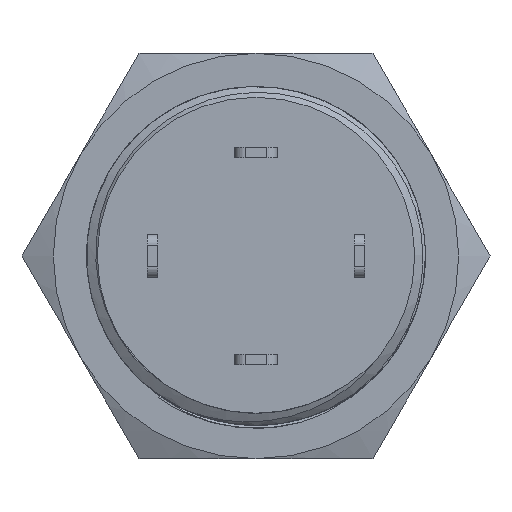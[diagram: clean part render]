
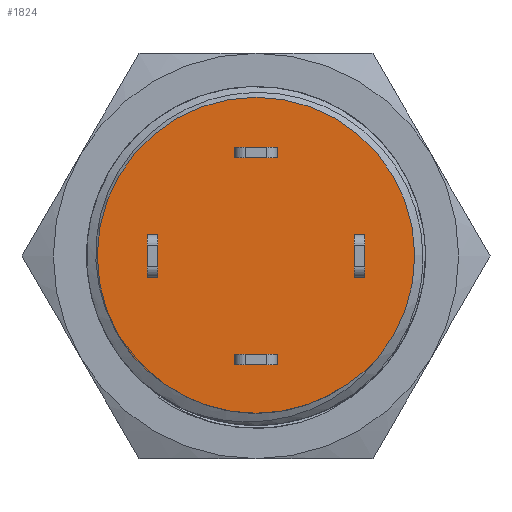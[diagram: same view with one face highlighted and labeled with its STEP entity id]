
A CAD part, left-side view. The second image highlights one B-rep face of the part: STEP entity #1824.
In plain terms, the highlighted planar face has unit normal (-1, 0, 0).
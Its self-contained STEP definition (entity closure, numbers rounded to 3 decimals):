
#75=FACE_BOUND('',#333,.T.);
#76=FACE_BOUND('',#334,.T.);
#77=FACE_BOUND('',#335,.T.);
#78=FACE_BOUND('',#336,.T.);
#118=PLANE('',#1994);
#219=FACE_OUTER_BOUND('',#332,.T.);
#332=EDGE_LOOP('',(#1597,#1598,#1599,#1600));
#333=EDGE_LOOP('',(#1601,#1602,#1603,#1604));
#334=EDGE_LOOP('',(#1605,#1606,#1607,#1608));
#335=EDGE_LOOP('',(#1609,#1610,#1611,#1612));
#336=EDGE_LOOP('',(#1613,#1614,#1615,#1616));
#399=CIRCLE('',#1993,7.442);
#400=CIRCLE('',#1995,7.371);
#463=B_SPLINE_CURVE_WITH_KNOTS('',3,(#5519,#5520,#5521,#5522,#5523,#5524,
#5525,#5526,#5527,#5528,#5529,#5530,#5531,#5532,#5533,#5534),
 .UNSPECIFIED.,.F.,.F.,(4,3,3,3,3,4),(1.401,1.402,
1.461,1.521,1.58,1.594),
 .UNSPECIFIED.);
#464=B_SPLINE_CURVE_WITH_KNOTS('',3,(#5537,#5538,#5539,#5540,#5541,#5542,
#5543,#5544,#5545,#5546,#5547,#5548,#5549,#5550,#5551,#5552),
 .UNSPECIFIED.,.F.,.F.,(4,3,3,3,3,4),(0.,0.06,0.066,
0.125,0.185,0.193),.UNSPECIFIED.);
#514=LINE('',#4956,#634);
#518=LINE('',#4968,#638);
#520=LINE('',#4971,#640);
#521=LINE('',#4973,#641);
#536=LINE('',#5017,#656);
#540=LINE('',#5029,#660);
#542=LINE('',#5032,#662);
#543=LINE('',#5034,#663);
#558=LINE('',#5078,#678);
#562=LINE('',#5090,#682);
#564=LINE('',#5093,#684);
#565=LINE('',#5095,#685);
#580=LINE('',#5139,#700);
#584=LINE('',#5151,#704);
#586=LINE('',#5154,#706);
#587=LINE('',#5156,#707);
#634=VECTOR('',#2212,10.);
#638=VECTOR('',#2224,10.);
#640=VECTOR('',#2228,10.);
#641=VECTOR('',#2231,10.);
#656=VECTOR('',#2272,10.);
#660=VECTOR('',#2284,10.);
#662=VECTOR('',#2288,10.);
#663=VECTOR('',#2291,10.);
#678=VECTOR('',#2332,10.);
#682=VECTOR('',#2344,10.);
#684=VECTOR('',#2348,10.);
#685=VECTOR('',#2351,10.);
#700=VECTOR('',#2392,10.);
#704=VECTOR('',#2404,10.);
#706=VECTOR('',#2408,10.);
#707=VECTOR('',#2411,10.);
#809=VERTEX_POINT('',#4953);
#810=VERTEX_POINT('',#4955);
#813=VERTEX_POINT('',#4965);
#814=VERTEX_POINT('',#4967);
#829=VERTEX_POINT('',#5014);
#830=VERTEX_POINT('',#5016);
#833=VERTEX_POINT('',#5026);
#834=VERTEX_POINT('',#5028);
#849=VERTEX_POINT('',#5075);
#850=VERTEX_POINT('',#5077);
#853=VERTEX_POINT('',#5087);
#854=VERTEX_POINT('',#5089);
#869=VERTEX_POINT('',#5136);
#870=VERTEX_POINT('',#5138);
#873=VERTEX_POINT('',#5148);
#874=VERTEX_POINT('',#5150);
#876=VERTEX_POINT('',#5161);
#877=VERTEX_POINT('',#5244);
#878=VERTEX_POINT('',#5518);
#879=VERTEX_POINT('',#5535);
#1033=EDGE_CURVE('',#810,#809,#514,.T.);
#1039=EDGE_CURVE('',#814,#813,#518,.T.);
#1041=EDGE_CURVE('',#813,#810,#520,.T.);
#1042=EDGE_CURVE('',#809,#814,#521,.T.);
#1063=EDGE_CURVE('',#830,#829,#536,.T.);
#1069=EDGE_CURVE('',#834,#833,#540,.T.);
#1071=EDGE_CURVE('',#833,#830,#542,.T.);
#1072=EDGE_CURVE('',#829,#834,#543,.T.);
#1093=EDGE_CURVE('',#850,#849,#558,.T.);
#1099=EDGE_CURVE('',#854,#853,#562,.T.);
#1101=EDGE_CURVE('',#853,#850,#564,.T.);
#1102=EDGE_CURVE('',#849,#854,#565,.T.);
#1123=EDGE_CURVE('',#870,#869,#580,.T.);
#1129=EDGE_CURVE('',#874,#873,#584,.T.);
#1131=EDGE_CURVE('',#873,#870,#586,.T.);
#1132=EDGE_CURVE('',#869,#874,#587,.T.);
#1136=EDGE_CURVE('',#877,#876,#399,.T.);
#1137=EDGE_CURVE('',#877,#878,#463,.T.);
#1138=EDGE_CURVE('',#878,#879,#400,.T.);
#1139=EDGE_CURVE('',#879,#876,#464,.T.);
#1597=ORIENTED_EDGE('',*,*,#1136,.F.);
#1598=ORIENTED_EDGE('',*,*,#1137,.T.);
#1599=ORIENTED_EDGE('',*,*,#1138,.T.);
#1600=ORIENTED_EDGE('',*,*,#1139,.T.);
#1601=ORIENTED_EDGE('',*,*,#1039,.T.);
#1602=ORIENTED_EDGE('',*,*,#1041,.T.);
#1603=ORIENTED_EDGE('',*,*,#1033,.T.);
#1604=ORIENTED_EDGE('',*,*,#1042,.T.);
#1605=ORIENTED_EDGE('',*,*,#1069,.T.);
#1606=ORIENTED_EDGE('',*,*,#1071,.T.);
#1607=ORIENTED_EDGE('',*,*,#1063,.T.);
#1608=ORIENTED_EDGE('',*,*,#1072,.T.);
#1609=ORIENTED_EDGE('',*,*,#1099,.T.);
#1610=ORIENTED_EDGE('',*,*,#1101,.T.);
#1611=ORIENTED_EDGE('',*,*,#1093,.T.);
#1612=ORIENTED_EDGE('',*,*,#1102,.T.);
#1613=ORIENTED_EDGE('',*,*,#1129,.T.);
#1614=ORIENTED_EDGE('',*,*,#1131,.T.);
#1615=ORIENTED_EDGE('',*,*,#1123,.T.);
#1616=ORIENTED_EDGE('',*,*,#1132,.T.);
#1824=ADVANCED_FACE('',(#219,#75,#76,#77,#78),#118,.T.);
#1993=AXIS2_PLACEMENT_3D('',#5516,#2418,#2419);
#1994=AXIS2_PLACEMENT_3D('',#5517,#2420,#2421);
#1995=AXIS2_PLACEMENT_3D('',#5536,#2422,#2423);
#2212=DIRECTION('',(0.,0.,-1.));
#2224=DIRECTION('',(0.,0.,1.));
#2228=DIRECTION('',(0.,-1.,0.));
#2231=DIRECTION('',(0.,1.,0.));
#2272=DIRECTION('',(0.,1.,0.));
#2284=DIRECTION('',(0.,-1.,0.));
#2288=DIRECTION('',(0.,0.,-1.));
#2291=DIRECTION('',(0.,0.,1.));
#2332=DIRECTION('',(0.,-1.,0.));
#2344=DIRECTION('',(0.,1.,0.));
#2348=DIRECTION('',(0.,0.,1.));
#2351=DIRECTION('',(0.,0.,-1.));
#2392=DIRECTION('',(0.,0.,1.));
#2404=DIRECTION('',(0.,0.,-1.));
#2408=DIRECTION('',(0.,1.,0.));
#2411=DIRECTION('',(0.,-1.,0.));
#2418=DIRECTION('center_axis',(1.,0.,0.));
#2419=DIRECTION('ref_axis',(0.,1.,0.));
#2420=DIRECTION('center_axis',(-1.,0.,0.));
#2421=DIRECTION('ref_axis',(0.,0.,1.));
#2422=DIRECTION('center_axis',(-1.,0.,0.));
#2423=DIRECTION('ref_axis',(0.,1.,0.));
#4953=CARTESIAN_POINT('',(-6.104,-6.602,-1.));
#4955=CARTESIAN_POINT('',(-6.104,-6.602,1.));
#4956=CARTESIAN_POINT('',(-6.104,-6.602,-0.5));
#4965=CARTESIAN_POINT('',(-6.104,-6.102,1.));
#4967=CARTESIAN_POINT('',(-6.104,-6.102,-1.));
#4968=CARTESIAN_POINT('',(-6.104,-6.102,0.5));
#4971=CARTESIAN_POINT('',(-6.104,-0.302,1.));
#4973=CARTESIAN_POINT('',(-6.104,-0.052,-1.));
#5014=CARTESIAN_POINT('',(-6.104,-0.502,-5.1));
#5016=CARTESIAN_POINT('',(-6.104,-2.502,-5.1));
#5017=CARTESIAN_POINT('',(-6.104,2.748,-5.1));
#5026=CARTESIAN_POINT('',(-6.104,-2.502,-4.6));
#5028=CARTESIAN_POINT('',(-6.104,-0.502,-4.6));
#5029=CARTESIAN_POINT('',(-6.104,1.748,-4.6));
#5032=CARTESIAN_POINT('',(-6.104,-2.502,-2.55));
#5034=CARTESIAN_POINT('',(-6.104,-0.502,-2.3));
#5075=CARTESIAN_POINT('',(-6.104,-2.502,5.1));
#5077=CARTESIAN_POINT('',(-6.104,-0.502,5.1));
#5078=CARTESIAN_POINT('',(-6.104,1.748,5.1));
#5087=CARTESIAN_POINT('',(-6.104,-0.502,4.6));
#5089=CARTESIAN_POINT('',(-6.104,-2.502,4.6));
#5090=CARTESIAN_POINT('',(-6.104,2.748,4.6));
#5093=CARTESIAN_POINT('',(-6.104,-0.502,2.55));
#5095=CARTESIAN_POINT('',(-6.104,-2.502,2.3));
#5136=CARTESIAN_POINT('',(-6.104,3.598,1.));
#5138=CARTESIAN_POINT('',(-6.104,3.598,-1.));
#5139=CARTESIAN_POINT('',(-6.104,3.598,0.5));
#5148=CARTESIAN_POINT('',(-6.104,3.098,-1.));
#5150=CARTESIAN_POINT('',(-6.104,3.098,1.));
#5151=CARTESIAN_POINT('',(-6.104,3.098,-0.5));
#5154=CARTESIAN_POINT('',(-6.104,4.798,-1.));
#5156=CARTESIAN_POINT('',(-6.104,4.548,1.));
#5161=CARTESIAN_POINT('',(-6.104,-7.233,-4.748));
#5244=CARTESIAN_POINT('',(-6.104,4.228,-4.748));
#5516=CARTESIAN_POINT('Origin',(-6.104,-1.502,0.));
#5517=CARTESIAN_POINT('Origin',(-6.104,5.998,0.));
#5518=CARTESIAN_POINT('',(-6.104,2.777,-6.001));
#5519=CARTESIAN_POINT('Ctrl Pts',(-6.104,4.227,-4.748));
#5520=CARTESIAN_POINT('Ctrl Pts',(-6.104,4.226,-4.749));
#5521=CARTESIAN_POINT('Ctrl Pts',(-6.104,4.225,-4.75));
#5522=CARTESIAN_POINT('Ctrl Pts',(-6.104,4.224,-4.751));
#5523=CARTESIAN_POINT('Ctrl Pts',(-6.104,4.091,-4.9));
#5524=CARTESIAN_POINT('Ctrl Pts',(-6.104,3.953,-5.043));
#5525=CARTESIAN_POINT('Ctrl Pts',(-6.104,3.809,-5.18));
#5526=CARTESIAN_POINT('Ctrl Pts',(-6.104,3.665,-5.317));
#5527=CARTESIAN_POINT('Ctrl Pts',(-6.104,3.516,-5.448));
#5528=CARTESIAN_POINT('Ctrl Pts',(-6.104,3.362,-5.573));
#5529=CARTESIAN_POINT('Ctrl Pts',(-6.104,3.21,-5.696));
#5530=CARTESIAN_POINT('Ctrl Pts',(-6.104,3.054,-5.813));
#5531=CARTESIAN_POINT('Ctrl Pts',(-6.104,2.892,-5.923));
#5532=CARTESIAN_POINT('Ctrl Pts',(-6.104,2.854,-5.95));
#5533=CARTESIAN_POINT('Ctrl Pts',(-6.104,2.816,-5.976));
#5534=CARTESIAN_POINT('Ctrl Pts',(-6.104,2.777,-6.001));
#5535=CARTESIAN_POINT('',(-6.104,-5.782,-6.001));
#5536=CARTESIAN_POINT('Origin',(-6.104,-1.502,0.));
#5537=CARTESIAN_POINT('Ctrl Pts',(-6.104,-5.782,-6.001));
#5538=CARTESIAN_POINT('Ctrl Pts',(-6.104,-5.949,-5.892));
#5539=CARTESIAN_POINT('Ctrl Pts',(-6.104,-6.11,-5.776));
#5540=CARTESIAN_POINT('Ctrl Pts',(-6.104,-6.267,-5.653));
#5541=CARTESIAN_POINT('Ctrl Pts',(-6.104,-6.284,-5.641));
#5542=CARTESIAN_POINT('Ctrl Pts',(-6.104,-6.3,-5.628));
#5543=CARTESIAN_POINT('Ctrl Pts',(-6.104,-6.316,-5.614));
#5544=CARTESIAN_POINT('Ctrl Pts',(-6.104,-6.47,-5.493));
#5545=CARTESIAN_POINT('Ctrl Pts',(-6.104,-6.618,-5.365));
#5546=CARTESIAN_POINT('Ctrl Pts',(-6.104,-6.761,-5.231));
#5547=CARTESIAN_POINT('Ctrl Pts',(-6.104,-6.906,-5.095));
#5548=CARTESIAN_POINT('Ctrl Pts',(-6.104,-7.045,-4.954));
#5549=CARTESIAN_POINT('Ctrl Pts',(-6.104,-7.179,-4.808));
#5550=CARTESIAN_POINT('Ctrl Pts',(-6.104,-7.197,-4.788));
#5551=CARTESIAN_POINT('Ctrl Pts',(-6.104,-7.215,-4.768));
#5552=CARTESIAN_POINT('Ctrl Pts',(-6.104,-7.232,-4.748));
